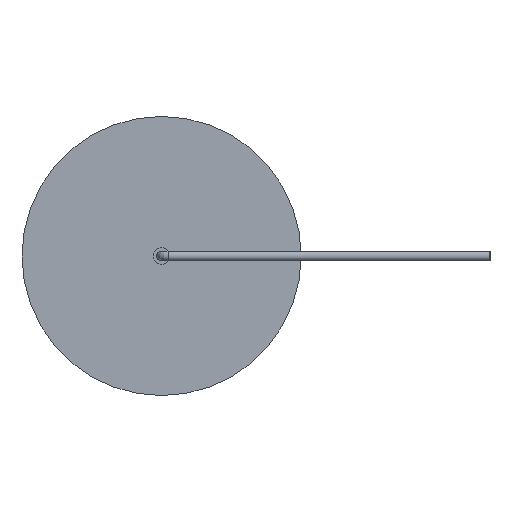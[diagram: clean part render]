
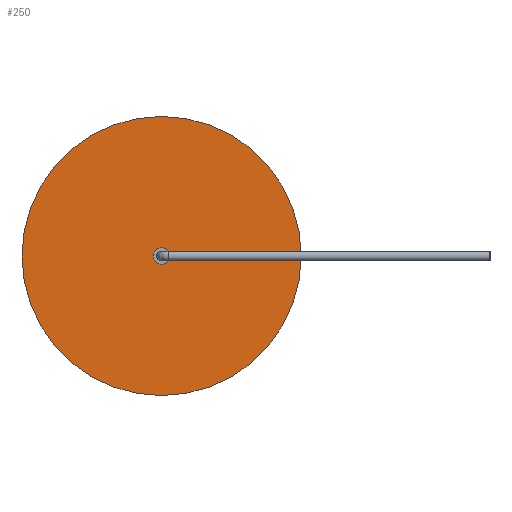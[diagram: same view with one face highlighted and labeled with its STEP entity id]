
A CAD part, left-side view. The second image highlights one B-rep face of the part: STEP entity #250.
In plain terms, the highlighted planar face has unit normal (-1, 0, 0).
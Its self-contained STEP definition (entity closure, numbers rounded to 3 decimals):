
#18=FACE_BOUND('',#64,.T.);
#25=PLANE('',#311);
#43=FACE_OUTER_BOUND('',#63,.T.);
#63=EDGE_LOOP('',(#215));
#64=EDGE_LOOP('',(#216));
#108=CIRCLE('',#310,4.25);
#109=CIRCLE('',#312,0.25);
#129=VERTEX_POINT('',#468);
#130=VERTEX_POINT('',#472);
#158=EDGE_CURVE('',#129,#129,#108,.T.);
#160=EDGE_CURVE('',#130,#130,#109,.T.);
#215=ORIENTED_EDGE('',*,*,#158,.T.);
#216=ORIENTED_EDGE('',*,*,#160,.F.);
#250=ADVANCED_FACE('',(#43,#18),#25,.T.);
#310=AXIS2_PLACEMENT_3D('',#469,#391,#392);
#311=AXIS2_PLACEMENT_3D('',#471,#394,#395);
#312=AXIS2_PLACEMENT_3D('',#473,#396,#397);
#391=DIRECTION('center_axis',(-1.,0.,0.));
#392=DIRECTION('ref_axis',(0.,0.,1.));
#394=DIRECTION('center_axis',(-1.,0.,0.));
#395=DIRECTION('ref_axis',(0.,0.,1.));
#396=DIRECTION('center_axis',(-1.,0.,0.));
#397=DIRECTION('ref_axis',(0.,0.,1.));
#468=CARTESIAN_POINT('',(-13.5,-4.25,0.));
#469=CARTESIAN_POINT('Origin',(-13.5,0.,0.));
#471=CARTESIAN_POINT('Origin',(-13.5,0.25,0.));
#472=CARTESIAN_POINT('',(-13.5,-0.25,0.));
#473=CARTESIAN_POINT('Origin',(-13.5,0.,0.));
